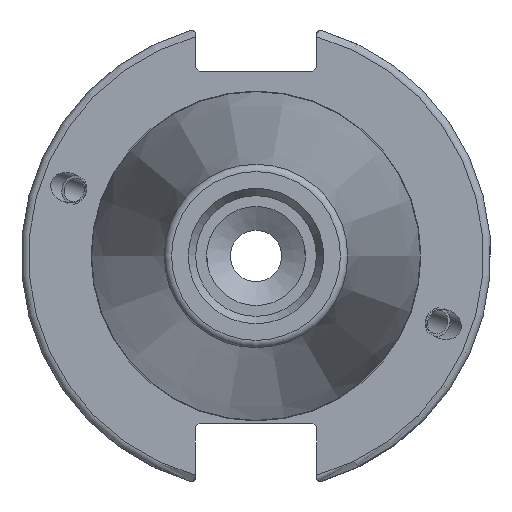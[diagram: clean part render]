
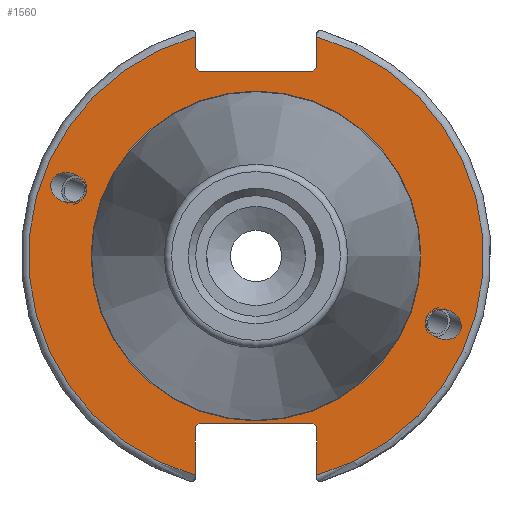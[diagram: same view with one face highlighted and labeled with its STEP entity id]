
A CAD part, left-side view. The second image highlights one B-rep face of the part: STEP entity #1560.
In plain terms, the highlighted planar face has unit normal (-1, 0, 0).
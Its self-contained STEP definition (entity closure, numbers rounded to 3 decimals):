
#138=LINE('',#2768,#232);
#139=LINE('',#2770,#233);
#140=LINE('',#2772,#234);
#141=LINE('',#2774,#235);
#142=LINE('',#2776,#236);
#143=LINE('',#2780,#237);
#144=LINE('',#2782,#238);
#145=LINE('',#2784,#239);
#146=LINE('',#2786,#240);
#147=LINE('',#2787,#241);
#232=VECTOR('',#2099,10.);
#233=VECTOR('',#2100,10.);
#234=VECTOR('',#2101,10.);
#235=VECTOR('',#2102,10.);
#236=VECTOR('',#2103,10.);
#237=VECTOR('',#2106,10.);
#238=VECTOR('',#2107,10.);
#239=VECTOR('',#2108,10.);
#240=VECTOR('',#2109,10.);
#241=VECTOR('',#2110,10.);
#301=ELLIPSE('',#1695,2.442,2.);
#310=ELLIPSE('',#1738,2.442,2.);
#323=FACE_BOUND('',#516,.T.);
#324=FACE_BOUND('',#517,.T.);
#325=FACE_BOUND('',#518,.T.);
#343=PLANE('',#1744);
#413=FACE_OUTER_BOUND('',#515,.T.);
#515=EDGE_LOOP('',(#1267,#1268,#1269,#1270,#1271,#1272,#1273,#1274,#1275,
#1276,#1277,#1278));
#516=EDGE_LOOP('',(#1279));
#517=EDGE_LOOP('',(#1280));
#518=EDGE_LOOP('',(#1281));
#615=CIRCLE('',#1742,22.3);
#617=CIRCLE('',#1745,30.75);
#618=CIRCLE('',#1746,30.75);
#701=VERTEX_POINT('',#2569);
#741=VERTEX_POINT('',#2752);
#744=VERTEX_POINT('',#2759);
#745=VERTEX_POINT('',#2764);
#746=VERTEX_POINT('',#2765);
#747=VERTEX_POINT('',#2767);
#748=VERTEX_POINT('',#2769);
#749=VERTEX_POINT('',#2771);
#750=VERTEX_POINT('',#2773);
#751=VERTEX_POINT('',#2775);
#752=VERTEX_POINT('',#2777);
#753=VERTEX_POINT('',#2779);
#754=VERTEX_POINT('',#2781);
#755=VERTEX_POINT('',#2783);
#756=VERTEX_POINT('',#2785);
#877=EDGE_CURVE('',#701,#701,#301,.T.);
#933=EDGE_CURVE('',#741,#741,#310,.T.);
#936=EDGE_CURVE('',#744,#744,#615,.T.);
#938=EDGE_CURVE('',#745,#746,#617,.T.);
#939=EDGE_CURVE('',#745,#747,#138,.T.);
#940=EDGE_CURVE('',#748,#747,#139,.T.);
#941=EDGE_CURVE('',#748,#749,#140,.T.);
#942=EDGE_CURVE('',#750,#749,#141,.T.);
#943=EDGE_CURVE('',#750,#751,#142,.T.);
#944=EDGE_CURVE('',#752,#751,#618,.T.);
#945=EDGE_CURVE('',#752,#753,#143,.T.);
#946=EDGE_CURVE('',#754,#753,#144,.T.);
#947=EDGE_CURVE('',#754,#755,#145,.T.);
#948=EDGE_CURVE('',#756,#755,#146,.T.);
#949=EDGE_CURVE('',#756,#746,#147,.T.);
#1267=ORIENTED_EDGE('',*,*,#938,.F.);
#1268=ORIENTED_EDGE('',*,*,#939,.T.);
#1269=ORIENTED_EDGE('',*,*,#940,.F.);
#1270=ORIENTED_EDGE('',*,*,#941,.T.);
#1271=ORIENTED_EDGE('',*,*,#942,.F.);
#1272=ORIENTED_EDGE('',*,*,#943,.T.);
#1273=ORIENTED_EDGE('',*,*,#944,.F.);
#1274=ORIENTED_EDGE('',*,*,#945,.T.);
#1275=ORIENTED_EDGE('',*,*,#946,.F.);
#1276=ORIENTED_EDGE('',*,*,#947,.T.);
#1277=ORIENTED_EDGE('',*,*,#948,.F.);
#1278=ORIENTED_EDGE('',*,*,#949,.T.);
#1279=ORIENTED_EDGE('',*,*,#877,.T.);
#1280=ORIENTED_EDGE('',*,*,#933,.T.);
#1281=ORIENTED_EDGE('',*,*,#936,.F.);
#1560=ADVANCED_FACE('',(#413,#323,#324,#325),#343,.T.);
#1695=AXIS2_PLACEMENT_3D('',#2571,#1980,#1981);
#1738=AXIS2_PLACEMENT_3D('',#2754,#2083,#2084);
#1742=AXIS2_PLACEMENT_3D('',#2761,#2091,#2092);
#1744=AXIS2_PLACEMENT_3D('',#2763,#2095,#2096);
#1745=AXIS2_PLACEMENT_3D('',#2766,#2097,#2098);
#1746=AXIS2_PLACEMENT_3D('',#2778,#2104,#2105);
#1980=DIRECTION('center_axis',(1.,0.,0.));
#1981=DIRECTION('ref_axis',(0.,-0.94,-0.342));
#2083=DIRECTION('center_axis',(1.,0.,0.));
#2084=DIRECTION('ref_axis',(0.,0.94,0.342));
#2091=DIRECTION('center_axis',(-1.,0.,0.));
#2092=DIRECTION('ref_axis',(0.,-1.,0.));
#2095=DIRECTION('center_axis',(-1.,0.,0.));
#2096=DIRECTION('ref_axis',(0.,0.,1.));
#2097=DIRECTION('center_axis',(1.,0.,0.));
#2098=DIRECTION('ref_axis',(0.,-1.,0.));
#2099=DIRECTION('',(0.,0.,-1.));
#2100=DIRECTION('',(0.,-0.707,0.707));
#2101=DIRECTION('',(0.,1.,0.));
#2102=DIRECTION('',(0.,-0.707,-0.707));
#2103=DIRECTION('',(0.,0.,1.));
#2104=DIRECTION('center_axis',(1.,0.,0.));
#2105=DIRECTION('ref_axis',(0.,1.,0.));
#2106=DIRECTION('',(0.,0.,1.));
#2107=DIRECTION('',(0.,0.707,-0.707));
#2108=DIRECTION('',(0.,-1.,0.));
#2109=DIRECTION('',(0.,0.707,0.707));
#2110=DIRECTION('',(0.,0.,-1.));
#2569=CARTESIAN_POINT('',(3.175,-23.077,-8.399));
#2571=CARTESIAN_POINT('Origin',(3.175,-25.372,-9.235));
#2752=CARTESIAN_POINT('',(3.175,23.077,8.399));
#2754=CARTESIAN_POINT('Origin',(3.175,25.372,9.235));
#2759=CARTESIAN_POINT('',(3.175,0.,22.3));
#2761=CARTESIAN_POINT('Origin',(3.175,0.,0.));
#2763=CARTESIAN_POINT('Origin',(3.175,31.75,0.));
#2764=CARTESIAN_POINT('',(3.175,-8.19,29.639));
#2765=CARTESIAN_POINT('',(3.175,-8.19,-29.639));
#2766=CARTESIAN_POINT('Origin',(3.175,0.,0.));
#2767=CARTESIAN_POINT('',(3.175,-8.19,25.5));
#2768=CARTESIAN_POINT('',(3.175,-8.19,12.5));
#2769=CARTESIAN_POINT('',(3.175,-7.69,25.));
#2770=CARTESIAN_POINT('',(3.175,8.295,9.015));
#2771=CARTESIAN_POINT('',(3.175,7.69,25.));
#2772=CARTESIAN_POINT('',(3.175,15.875,25.));
#2773=CARTESIAN_POINT('',(3.175,8.19,25.5));
#2774=CARTESIAN_POINT('',(3.175,7.58,24.89));
#2775=CARTESIAN_POINT('',(3.175,8.19,29.639));
#2776=CARTESIAN_POINT('',(3.175,8.19,12.5));
#2777=CARTESIAN_POINT('',(3.175,8.19,-29.639));
#2778=CARTESIAN_POINT('Origin',(3.175,0.,0.));
#2779=CARTESIAN_POINT('',(3.175,8.19,-23.1));
#2780=CARTESIAN_POINT('',(3.175,8.19,-11.3));
#2781=CARTESIAN_POINT('',(3.175,7.69,-22.6));
#2782=CARTESIAN_POINT('',(3.175,8.18,-23.09));
#2783=CARTESIAN_POINT('',(3.175,-7.69,-22.6));
#2784=CARTESIAN_POINT('',(3.175,15.875,-22.6));
#2785=CARTESIAN_POINT('',(3.175,-8.19,-23.1));
#2786=CARTESIAN_POINT('',(3.175,7.695,-7.215));
#2787=CARTESIAN_POINT('',(3.175,-8.19,-11.3));
